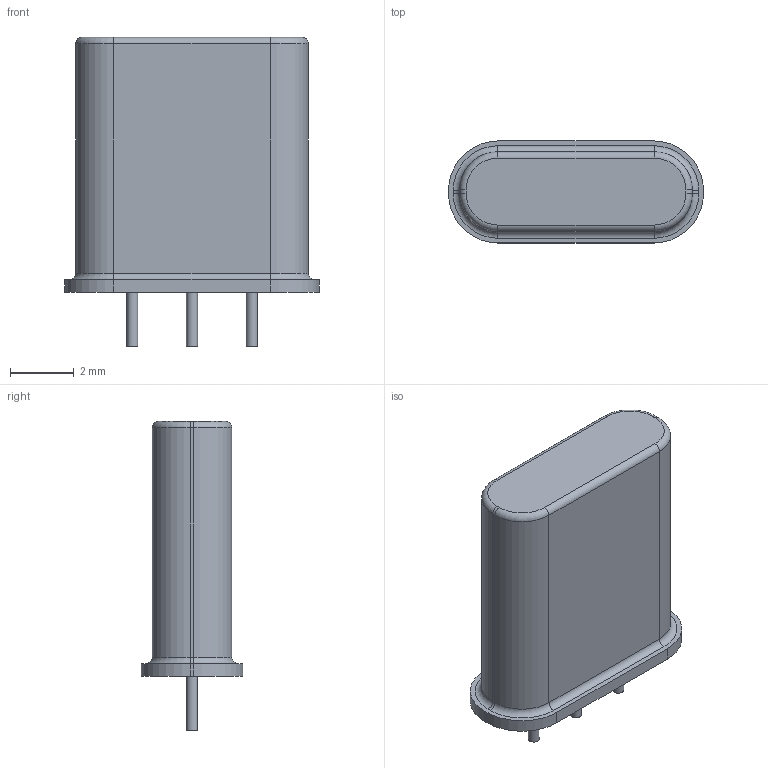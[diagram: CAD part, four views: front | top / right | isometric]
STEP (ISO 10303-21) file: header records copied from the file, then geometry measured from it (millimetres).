
FILE_DESCRIPTION(/* description */ (''),/* implementation_level */ '2;1');
FILE_NAME(/* name */ 'UM-1 Crystal.step',/* time_stamp */ '2022-05-21T12:42:01-04:00',/* author */ (''),/* organization */ (''),/* preprocessor_version */ 'ST-DEVELOPER v18.1',/* originating_system */ 'Autodesk Translation Framework v10.14.0.1471',/* authorisation */ '');
FILE_SCHEMA (('AUTOMOTIVE_DESIGN { 1 0 10303 214 3 1 1 }'));
Length unit declared in the file: millimetre
Products named in the file (2): UM-1 Crystal; Component1
Assembly tree (1 placements, depth 2):
  UM-1 Crystal
    Component1
Bounding box: 8 x 3.2 x 9.7 mm (x, y, z)
Volume: 139.1 mm3; surface area: 191.9 mm2
Topology: 4 solids, 4 shells, 52 faces, 101 edges, 62 vertices
Faces by surface type: cylinder 23, plane 21, torus 8
Full cylindrical faces by diameter (mm): 0.35 x5, 1.25 x2
Entity records: 1406 total; most frequent: DIRECTION 267, CARTESIAN_POINT 219, ORIENTED_EDGE 202, AXIS2_PLACEMENT_3D 110, EDGE_CURVE 101, VERTEX_POINT 62, EDGE_LOOP 57, CIRCLE 54
